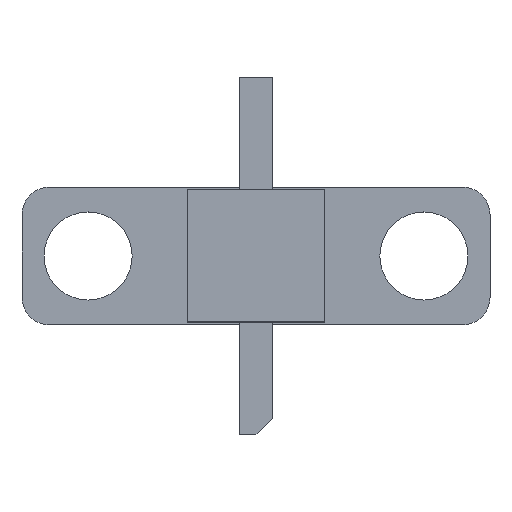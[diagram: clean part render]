
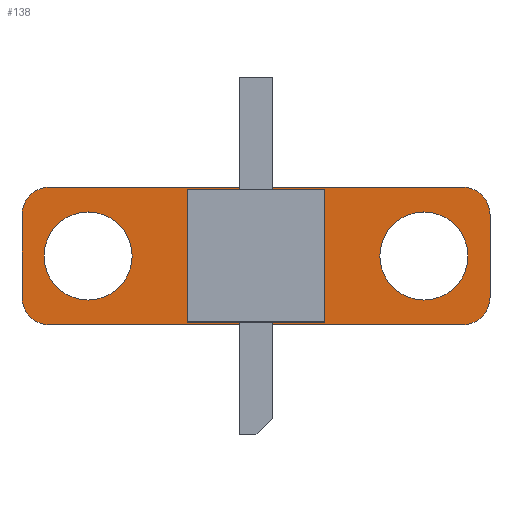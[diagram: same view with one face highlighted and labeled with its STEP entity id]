
A CAD part, top view. The second image highlights one B-rep face of the part: STEP entity #138.
In plain terms, the highlighted planar face has unit normal (0, 0, 1).
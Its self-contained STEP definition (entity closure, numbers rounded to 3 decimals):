
#138=ADVANCED_FACE('',(#374,#376,#378,#380),#382,.T.);
#374=FACE_BOUND('',#375,.T.);
#375=EDGE_LOOP('',(#564,#565,#566,#567,#568,#569,#570,#571));
#376=FACE_BOUND('',#377,.T.);
#377=EDGE_LOOP('',(#572,#573,#574,#575));
#378=FACE_BOUND('',#379,.T.);
#379=EDGE_LOOP('',(#576));
#380=FACE_BOUND('',#381,.T.);
#381=EDGE_LOOP('',(#577));
#382=PLANE('',#383);
#383=AXIS2_PLACEMENT_3D('',#384,#385,#386);
#384=CARTESIAN_POINT('',(0.,0.,0.5));
#385=DIRECTION('',(0.,0.,1.));
#386=DIRECTION('',(-1.,0.,0.));
#564=ORIENTED_EDGE('',*,*,#682,.T.);
#565=ORIENTED_EDGE('',*,*,#683,.T.);
#566=ORIENTED_EDGE('',*,*,#684,.T.);
#567=ORIENTED_EDGE('',*,*,#685,.T.);
#568=ORIENTED_EDGE('',*,*,#686,.T.);
#569=ORIENTED_EDGE('',*,*,#687,.T.);
#570=ORIENTED_EDGE('',*,*,#688,.T.);
#571=ORIENTED_EDGE('',*,*,#689,.T.);
#572=ORIENTED_EDGE('',*,*,#690,.F.);
#573=ORIENTED_EDGE('',*,*,#656,.F.);
#574=ORIENTED_EDGE('',*,*,#691,.F.);
#575=ORIENTED_EDGE('',*,*,#648,.F.);
#576=ORIENTED_EDGE('',*,*,#692,.T.);
#577=ORIENTED_EDGE('',*,*,#693,.T.);
#648=EDGE_CURVE('',#715,#716,#717,.T.);
#656=EDGE_CURVE('',#731,#732,#733,.T.);
#682=EDGE_CURVE('',#775,#776,#777,.T.);
#683=EDGE_CURVE('',#776,#778,#779,.T.);
#684=EDGE_CURVE('',#778,#780,#781,.T.);
#685=EDGE_CURVE('',#780,#782,#783,.T.);
#686=EDGE_CURVE('',#782,#784,#785,.T.);
#687=EDGE_CURVE('',#784,#786,#787,.T.);
#688=EDGE_CURVE('',#786,#788,#789,.T.);
#689=EDGE_CURVE('',#788,#775,#790,.T.);
#690=EDGE_CURVE('',#732,#715,#791,.T.);
#691=EDGE_CURVE('',#716,#731,#792,.T.);
#692=EDGE_CURVE('',#793,#793,#794,.F.);
#693=EDGE_CURVE('',#795,#795,#796,.F.);
#715=VERTEX_POINT('',#828);
#716=VERTEX_POINT('',#829);
#717=LINE('',#830,#831);
#731=VERTEX_POINT('',#860);
#732=VERTEX_POINT('',#861);
#733=LINE('',#862,#863);
#775=VERTEX_POINT('',#956);
#776=VERTEX_POINT('',#957);
#777=LINE('',#958,#959);
#778=VERTEX_POINT('',#961);
#779=CIRCLE('',#962,0.5);
#780=VERTEX_POINT('',#966);
#781=LINE('',#967,#968);
#782=VERTEX_POINT('',#970);
#783=CIRCLE('',#971,0.5);
#784=VERTEX_POINT('',#975);
#785=LINE('',#976,#977);
#786=VERTEX_POINT('',#979);
#787=CIRCLE('',#980,0.5);
#788=VERTEX_POINT('',#984);
#789=LINE('',#985,#986);
#790=CIRCLE('',#988,0.5);
#791=LINE('',#992,#993);
#792=LINE('',#995,#996);
#793=VERTEX_POINT('',#998);
#794=CIRCLE('',#999,0.8);
#795=VERTEX_POINT('',#1003);
#796=CIRCLE('',#1004,0.8);
#828=CARTESIAN_POINT('',(-1.25,-1.2,0.5));
#829=CARTESIAN_POINT('',(1.25,-1.2,0.5));
#830=CARTESIAN_POINT('',(-1.25,-1.2,0.5));
#831=VECTOR('',#832,1.);
#832=DIRECTION('',(1.,0.,0.));
#860=CARTESIAN_POINT('',(1.25,1.2,0.5));
#861=CARTESIAN_POINT('',(-1.25,1.2,0.5));
#862=CARTESIAN_POINT('',(1.25,1.2,0.5));
#863=VECTOR('',#864,1.);
#864=DIRECTION('',(-1.,0.,0.));
#956=CARTESIAN_POINT('',(-3.75,-1.25,0.5));
#957=CARTESIAN_POINT('',(3.75,-1.25,0.5));
#958=CARTESIAN_POINT('',(-3.75,-1.25,0.5));
#959=VECTOR('',#960,1.);
#960=DIRECTION('',(1.,0.,0.));
#961=CARTESIAN_POINT('',(4.25,-0.75,0.5));
#962=AXIS2_PLACEMENT_3D('',#963,#964,#965);
#963=CARTESIAN_POINT('',(3.75,-0.75,0.5));
#964=DIRECTION('',(0.,0.,1.));
#965=DIRECTION('',(0.,-1.,0.));
#966=CARTESIAN_POINT('',(4.25,0.75,0.5));
#967=CARTESIAN_POINT('',(4.25,-0.75,0.5));
#968=VECTOR('',#969,1.);
#969=DIRECTION('',(0.,1.,0.));
#970=CARTESIAN_POINT('',(3.75,1.25,0.5));
#971=AXIS2_PLACEMENT_3D('',#972,#973,#974);
#972=CARTESIAN_POINT('',(3.75,0.75,0.5));
#973=DIRECTION('',(0.,0.,1.));
#974=DIRECTION('',(1.,0.,0.));
#975=CARTESIAN_POINT('',(-3.75,1.25,0.5));
#976=CARTESIAN_POINT('',(3.75,1.25,0.5));
#977=VECTOR('',#978,1.);
#978=DIRECTION('',(-1.,0.,0.));
#979=CARTESIAN_POINT('',(-4.25,0.75,0.5));
#980=AXIS2_PLACEMENT_3D('',#981,#982,#983);
#981=CARTESIAN_POINT('',(-3.75,0.75,0.5));
#982=DIRECTION('',(0.,0.,1.));
#983=DIRECTION('',(0.,1.,0.));
#984=CARTESIAN_POINT('',(-4.25,-0.75,0.5));
#985=CARTESIAN_POINT('',(-4.25,0.75,0.5));
#986=VECTOR('',#987,1.);
#987=DIRECTION('',(0.,-1.,0.));
#988=AXIS2_PLACEMENT_3D('',#989,#990,#991);
#989=CARTESIAN_POINT('',(-3.75,-0.75,0.5));
#990=DIRECTION('',(0.,0.,1.));
#991=DIRECTION('',(-1.,0.,0.));
#992=CARTESIAN_POINT('',(-1.25,1.2,0.5));
#993=VECTOR('',#994,1.);
#994=DIRECTION('',(0.,-1.,0.));
#995=CARTESIAN_POINT('',(1.25,-1.2,0.5));
#996=VECTOR('',#997,1.);
#997=DIRECTION('',(0.,1.,0.));
#998=CARTESIAN_POINT('',(-3.85,0.,0.5));
#999=AXIS2_PLACEMENT_3D('',#1000,#1001,#1002);
#1000=CARTESIAN_POINT('',(-3.05,0.,0.5));
#1001=DIRECTION('',(0.,0.,1.));
#1002=DIRECTION('',(-1.,0.,0.));
#1003=CARTESIAN_POINT('',(2.25,0.,0.5));
#1004=AXIS2_PLACEMENT_3D('',#1005,#1006,#1007);
#1005=CARTESIAN_POINT('',(3.05,0.,0.5));
#1006=DIRECTION('',(0.,0.,1.));
#1007=DIRECTION('',(-1.,0.,0.));
